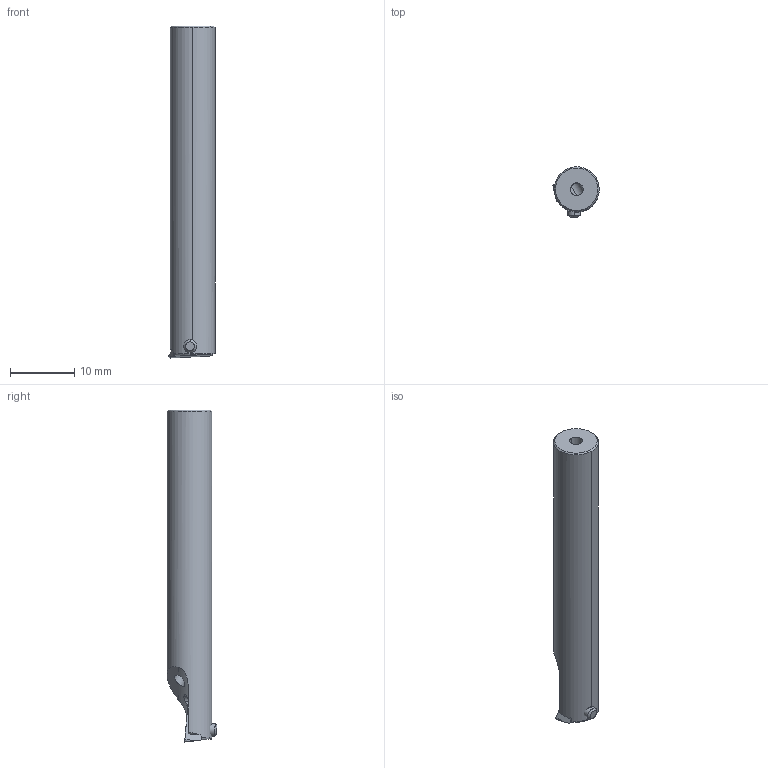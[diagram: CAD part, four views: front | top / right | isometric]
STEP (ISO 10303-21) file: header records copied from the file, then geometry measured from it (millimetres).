
FILE_DESCRIPTION(('no description'),'unknown implementation level');
FILE_NAME('708C1C79-A05A-4A69-AFD3-66C88E8E420A_export.stp',' ',('CIMSOURCE GmbH'),('CADClick - KiM GmbH - www.kimweb.de'),'unknown preprocess','ACIS','unknown authorization');
FILE_SCHEMA(('automotive_design'));
Length unit declared in the file: millimetre
Products named in the file (3): 615.507 Kaiser E8 TP07 X D7 X 52HM|694.103 Kaiser ETL M2x4.8 T6 IP 10S;Kreismuster1; 615.507 Kaiser E8 TP07 X D7 X 52HM|651.735 Kaiser TPGT 070203 K10C;Kombinieren1; 615.507 Kaiser E8 TP07 X D7 X 52HM|615.507 Kaiser E8 TP07 X D7 X 52HM;Fase1
Bounding box: 7.24 x 7.79 x 51.77 mm (x, y, z)
Volume: 1684.5 mm3; surface area: 1587.4 mm2
Topology: 3 solids, 3 shells, 96 faces, 245 edges, 149 vertices
Faces by surface type: cylinder 36, plane 27, cone 25, torus 8
Entity records: 5799 total; most frequent: CARTESIAN_POINT 707, DIRECTION 507, STYLED_ITEM 488, PRESENTATION_STYLE_ASSIGNMENT 488, COLOUR_RGB 488, ORIENTED_EDGE 480, EDGE_CURVE 240, CURVE_STYLE 240
